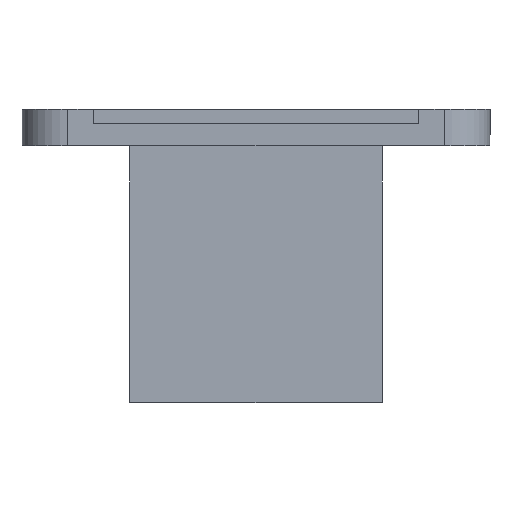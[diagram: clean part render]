
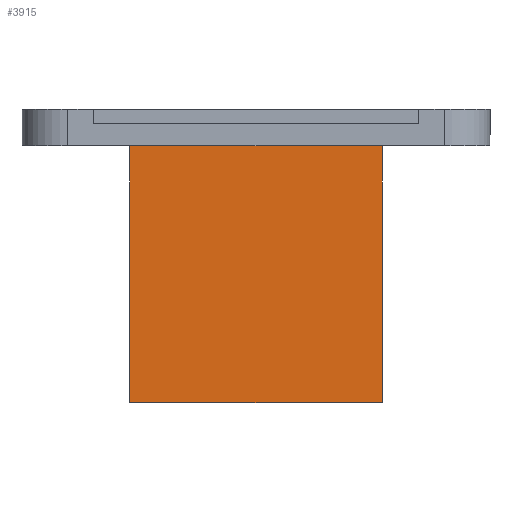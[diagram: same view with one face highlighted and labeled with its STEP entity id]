
A CAD part, front view. The second image highlights one B-rep face of the part: STEP entity #3915.
In plain terms, the highlighted planar face has unit normal (0, -1, 0).
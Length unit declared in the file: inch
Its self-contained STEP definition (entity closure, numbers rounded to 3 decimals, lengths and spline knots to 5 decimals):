
#37 = CARTESIAN_POINT ( 'NONE',  ( 0.86, -0.4625, -0.25 ) ) ;
#78 = ORIENTED_EDGE ( 'NONE', *, *, #1725, .T. ) ;
#120 = DIRECTION ( 'NONE',  ( 0., 0., 1. ) ) ;
#196 = CARTESIAN_POINT ( 'NONE',  ( -0.86, -0.4625, -2. ) ) ;
#198 = VECTOR ( 'NONE', #2391, 39.37008 ) ;
#200 = EDGE_CURVE ( 'NONE', #3367, #2669, #4458, .T. ) ;
#214 = ORIENTED_EDGE ( 'NONE', *, *, #200, .F. ) ;
#353 = VECTOR ( 'NONE', #4347, 39.37008 ) ;
#511 = CARTESIAN_POINT ( 'NONE',  ( 0., -0.4625, -0.25 ) ) ;
#1122 = DIRECTION ( 'NONE',  ( -1., 0., 0. ) ) ;
#1219 = EDGE_CURVE ( 'NONE', #3367, #1911, #2598, .T. ) ;
#1334 = CARTESIAN_POINT ( 'NONE',  ( -0.86, -0.4625, -2. ) ) ;
#1368 = VECTOR ( 'NONE', #120, 39.37008 ) ;
#1546 = CARTESIAN_POINT ( 'NONE',  ( -0.86, -0.4625, -2. ) ) ;
#1712 = DIRECTION ( 'NONE',  ( 0., -1., 0. ) ) ;
#1725 = EDGE_CURVE ( 'NONE', #1911, #4263, #2256, .T. ) ;
#1911 = VERTEX_POINT ( 'NONE', #4213 ) ;
#2014 = CARTESIAN_POINT ( 'NONE',  ( 0.86, -0.4625, -2. ) ) ;
#2256 = LINE ( 'NONE', #2014, #1368 ) ;
#2316 = CARTESIAN_POINT ( 'NONE',  ( -0.86, -0.4625, -0.25 ) ) ;
#2385 = EDGE_LOOP ( 'NONE', ( #78, #4352, #214, #3860 ) ) ;
#2391 = DIRECTION ( 'NONE',  ( 0., 0., 1. ) ) ;
#2494 = DIRECTION ( 'NONE',  ( 0., 0., -1. ) ) ;
#2598 = LINE ( 'NONE', #196, #353 ) ;
#2669 = VERTEX_POINT ( 'NONE', #2316 ) ;
#2775 = AXIS2_PLACEMENT_3D ( 'NONE', #3848, #1712, #2494 ) ;
#2822 = PLANE ( 'NONE',  #2775 ) ;
#3195 = LINE ( 'NONE', #511, #4022 ) ;
#3367 = VERTEX_POINT ( 'NONE', #1546 ) ;
#3432 = FACE_OUTER_BOUND ( 'NONE', #2385, .T. ) ;
#3848 = CARTESIAN_POINT ( 'NONE',  ( -0.86, -0.4625, -2. ) ) ;
#3860 = ORIENTED_EDGE ( 'NONE', *, *, #1219, .T. ) ;
#3915 = ADVANCED_FACE ( 'NONE', ( #3432 ), #2822, .T. ) ;
#4022 = VECTOR ( 'NONE', #1122, 39.37008 ) ;
#4213 = CARTESIAN_POINT ( 'NONE',  ( 0.86, -0.4625, -2. ) ) ;
#4263 = VERTEX_POINT ( 'NONE', #37 ) ;
#4347 = DIRECTION ( 'NONE',  ( 1., 0., 0. ) ) ;
#4352 = ORIENTED_EDGE ( 'NONE', *, *, #4472, .T. ) ;
#4458 = LINE ( 'NONE', #1334, #198 ) ;
#4472 = EDGE_CURVE ( 'NONE', #4263, #2669, #3195, .T. ) ;
